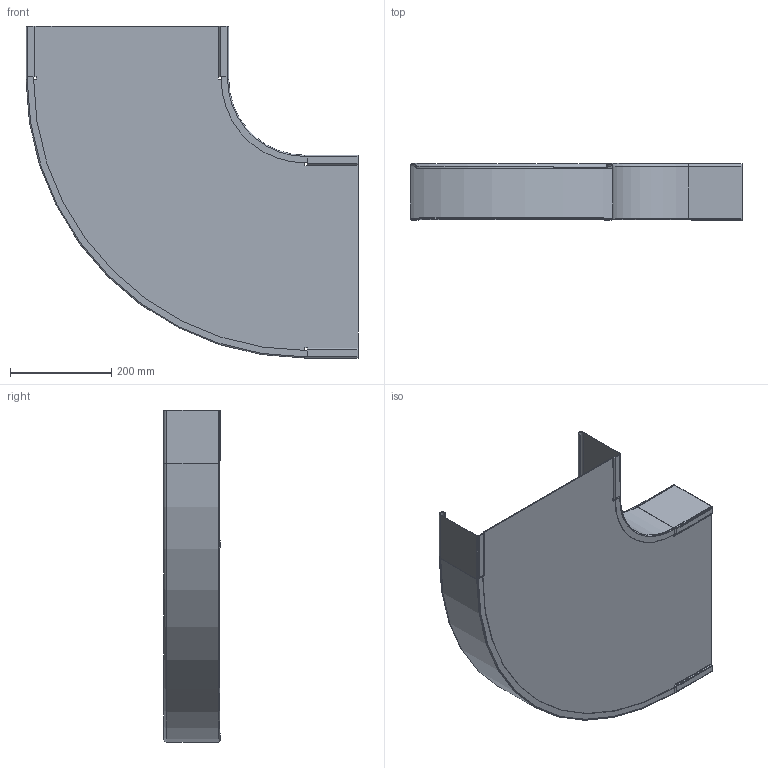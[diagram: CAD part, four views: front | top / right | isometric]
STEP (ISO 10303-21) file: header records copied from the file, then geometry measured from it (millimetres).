
FILE_DESCRIPTION((''),'2;1');
FILE_NAME('7001940_ASM','2012-09-21T',('AndreasKeweloh'),(''),'PRO/ENGINEER BY PARAMETRIC TECHNOLOGY CORPORATION, 2012230','PRO/ENGINEER BY PARAMETRIC TECHNOLOGY CORPORATION, 2012230','');
FILE_SCHEMA(('CONFIG_CONTROL_DESIGN'));
Length unit declared in the file: millimetre
Products named in the file (4): KTS_7001940_1; KTS_7001940_2; KTS_7001940NB_400_1; 7001940_ASM
Assembly tree (3 placements, depth 2):
  7001940_ASM
    KTS_7001940_1
    KTS_7001940_2
    KTS_7001940NB_400_1
Bounding box: 655 x 112 x 655 mm (x, y, z)
Volume: 711299 mm3; surface area: 1026327.8 mm2
Topology: 3 solids, 3 shells, 150 faces, 344 edges, 200 vertices
Faces by surface type: plane 98, cylinder 44, torus 8
Entity records: 4224 total; most frequent: DIRECTION 750, CARTESIAN_POINT 701, ORIENTED_EDGE 688, EDGE_CURVE 344, VECTOR 252, LINE 252, AXIS2_PLACEMENT_3D 249, VERTEX_POINT 200
